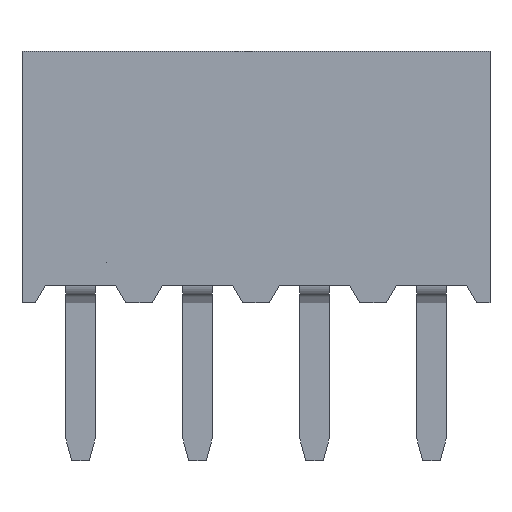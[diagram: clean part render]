
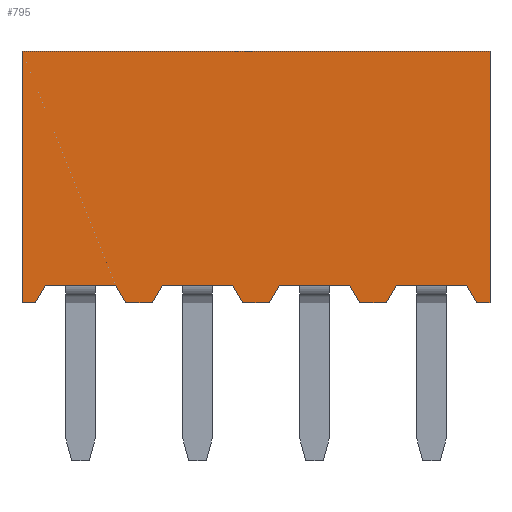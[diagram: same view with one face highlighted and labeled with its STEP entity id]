
A CAD part, front view. The second image highlights one B-rep face of the part: STEP entity #795.
In plain terms, the highlighted planar face has unit normal (0, -1, 0).
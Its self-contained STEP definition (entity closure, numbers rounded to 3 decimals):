
#795=ADVANCED_FACE('',(#3717),#3719,.T.);
#3717=FACE_BOUND('',#3718,.T.);
#3718=EDGE_LOOP('',(#5917,#5918,#5919,#5920,#5921,#5922,#5923,#5924,#5925,#5926,
#5927,#5928,#5929,#5930,#5931,#5932,#5933,#5934,#5935,#5936));
#3719=PLANE('',#3720);
#3720=AXIS2_PLACEMENT_3D('',#3721,#3722,#3723);
#3721=CARTESIAN_POINT('',(-1.,-1.2,0.));
#3722=DIRECTION('',(0.,-1.,0.));
#3723=DIRECTION('',(1.,0.,0.));
#5917=ORIENTED_EDGE('',*,*,#7375,.F.);
#5918=ORIENTED_EDGE('',*,*,#7440,.T.);
#5919=ORIENTED_EDGE('',*,*,#7444,.T.);
#5920=ORIENTED_EDGE('',*,*,#7510,.F.);
#5921=ORIENTED_EDGE('',*,*,#7449,.F.);
#5922=ORIENTED_EDGE('',*,*,#7454,.T.);
#5923=ORIENTED_EDGE('',*,*,#7456,.F.);
#5924=ORIENTED_EDGE('',*,*,#7355,.T.);
#5925=ORIENTED_EDGE('',*,*,#7458,.F.);
#5926=ORIENTED_EDGE('',*,*,#7436,.T.);
#5927=ORIENTED_EDGE('',*,*,#7407,.F.);
#5928=ORIENTED_EDGE('',*,*,#7333,.T.);
#5929=ORIENTED_EDGE('',*,*,#7415,.F.);
#5930=ORIENTED_EDGE('',*,*,#7462,.T.);
#5931=ORIENTED_EDGE('',*,*,#7391,.F.);
#5932=ORIENTED_EDGE('',*,*,#7357,.T.);
#5933=ORIENTED_EDGE('',*,*,#7395,.F.);
#5934=ORIENTED_EDGE('',*,*,#7464,.T.);
#5935=ORIENTED_EDGE('',*,*,#7379,.F.);
#5936=ORIENTED_EDGE('',*,*,#7339,.T.);
#7333=EDGE_CURVE('',#8217,#8218,#8219,.T.);
#7339=EDGE_CURVE('',#8230,#8228,#8231,.T.);
#7355=EDGE_CURVE('',#8262,#8260,#8263,.T.);
#7357=EDGE_CURVE('',#8265,#8266,#8267,.T.);
#7375=EDGE_CURVE('',#8300,#8302,#8303,.F.);
#7379=EDGE_CURVE('',#8308,#8310,#8311,.F.);
#7391=EDGE_CURVE('',#8332,#8334,#8335,.F.);
#7395=EDGE_CURVE('',#8340,#8342,#8343,.F.);
#7407=EDGE_CURVE('',#8364,#8366,#8367,.F.);
#7415=EDGE_CURVE('',#8380,#8382,#8383,.F.);
#7436=EDGE_CURVE('',#8421,#8366,#8422,.T.);
#7440=EDGE_CURVE('',#8300,#8426,#8428,.T.);
#7444=EDGE_CURVE('',#8426,#8432,#8434,.T.);
#7449=EDGE_CURVE('',#8439,#8441,#8442,.T.);
#7454=EDGE_CURVE('',#8439,#8448,#8450,.T.);
#7456=EDGE_CURVE('',#8392,#8448,#8452,.F.);
#7458=EDGE_CURVE('',#8421,#8394,#8454,.F.);
#7462=EDGE_CURVE('',#8380,#8334,#8458,.T.);
#7464=EDGE_CURVE('',#8340,#8310,#8460,.T.);
#7510=EDGE_CURVE('',#8441,#8432,#8522,.T.);
#8217=VERTEX_POINT('',#9685);
#8218=VERTEX_POINT('',#9686);
#8219=LINE('',#9687,#9688);
#8228=VERTEX_POINT('',#9706);
#8230=VERTEX_POINT('',#9710);
#8231=LINE('',#9711,#9712);
#8260=VERTEX_POINT('',#9770);
#8262=VERTEX_POINT('',#9774);
#8263=LINE('',#9775,#9776);
#8265=VERTEX_POINT('',#9781);
#8266=VERTEX_POINT('',#9782);
#8267=LINE('',#9783,#9784);
#8300=VERTEX_POINT('',#9850);
#8302=VERTEX_POINT('',#9854);
#8303=LINE('',#9855,#9856);
#8308=VERTEX_POINT('',#9866);
#8310=VERTEX_POINT('',#9870);
#8311=LINE('',#9871,#9872);
#8332=VERTEX_POINT('',#9914);
#8334=VERTEX_POINT('',#9918);
#8335=LINE('',#9919,#9920);
#8340=VERTEX_POINT('',#9930);
#8342=VERTEX_POINT('',#9934);
#8343=LINE('',#9935,#9936);
#8364=VERTEX_POINT('',#9978);
#8366=VERTEX_POINT('',#9982);
#8367=LINE('',#9983,#9984);
#8380=VERTEX_POINT('',#10010);
#8382=VERTEX_POINT('',#10014);
#8383=LINE('',#10015,#10016);
#8392=VERTEX_POINT('',#10032);
#8394=VERTEX_POINT('',#10036);
#8421=VERTEX_POINT('',#10095);
#8422=LINE('',#10096,#10097);
#8426=VERTEX_POINT('',#10106);
#8428=LINE('',#10110,#10111);
#8432=VERTEX_POINT('',#10120);
#8434=LINE('',#10124,#10125);
#8439=VERTEX_POINT('',#10137);
#8441=VERTEX_POINT('',#10141);
#8442=LINE('',#10142,#10143);
#8448=VERTEX_POINT('',#10156);
#8450=LINE('',#10160,#10161);
#8452=LINE('',#10166,#10167);
#8454=LINE('',#10172,#10173);
#8458=LINE('',#10184,#10185);
#8460=LINE('',#10190,#10191);
#8522=LINE('',#10344,#10345);
#9685=CARTESIAN_POINT('',(1.4,-1.2,0.3));
#9686=CARTESIAN_POINT('',(2.6,-1.2,0.3));
#9687=CARTESIAN_POINT('',(1.4,-1.2,0.3));
#9688=VECTOR('',#9689,1.);
#9689=DIRECTION('',(1.,0.,0.));
#9706=CARTESIAN_POINT('',(6.6,-1.2,0.3));
#9710=CARTESIAN_POINT('',(5.4,-1.2,0.3));
#9711=CARTESIAN_POINT('',(5.4,-1.2,0.3));
#9712=VECTOR('',#9713,1.);
#9713=DIRECTION('',(1.,0.,0.));
#9770=CARTESIAN_POINT('',(0.6,-1.2,0.3));
#9774=CARTESIAN_POINT('',(-0.6,-1.2,0.3));
#9775=CARTESIAN_POINT('',(-0.6,-1.2,0.3));
#9776=VECTOR('',#9777,1.);
#9777=DIRECTION('',(1.,0.,0.));
#9781=CARTESIAN_POINT('',(3.4,-1.2,0.3));
#9782=CARTESIAN_POINT('',(4.6,-1.2,0.3));
#9783=CARTESIAN_POINT('',(3.4,-1.2,0.3));
#9784=VECTOR('',#9785,1.);
#9785=DIRECTION('',(1.,0.,0.));
#9850=CARTESIAN_POINT('',(6.773,-1.2,0.));
#9854=CARTESIAN_POINT('',(6.6,-1.2,0.3));
#9855=CARTESIAN_POINT('',(6.6,-1.2,0.3));
#9856=VECTOR('',#9857,1.);
#9857=DIRECTION('',(0.5,0.,-0.866));
#9866=CARTESIAN_POINT('',(5.4,-1.2,0.3));
#9870=CARTESIAN_POINT('',(5.227,-1.2,0.));
#9871=CARTESIAN_POINT('',(5.227,-1.2,0.));
#9872=VECTOR('',#9873,1.);
#9873=DIRECTION('',(0.5,0.,0.866));
#9914=CARTESIAN_POINT('',(3.4,-1.2,0.3));
#9918=CARTESIAN_POINT('',(3.227,-1.2,0.));
#9919=CARTESIAN_POINT('',(3.227,-1.2,0.));
#9920=VECTOR('',#9921,1.);
#9921=DIRECTION('',(0.5,0.,0.866));
#9930=CARTESIAN_POINT('',(4.773,-1.2,0.));
#9934=CARTESIAN_POINT('',(4.6,-1.2,0.3));
#9935=CARTESIAN_POINT('',(4.6,-1.2,0.3));
#9936=VECTOR('',#9937,1.);
#9937=DIRECTION('',(0.5,0.,-0.866));
#9978=CARTESIAN_POINT('',(1.4,-1.2,0.3));
#9982=CARTESIAN_POINT('',(1.227,-1.2,0.));
#9983=CARTESIAN_POINT('',(1.227,-1.2,0.));
#9984=VECTOR('',#9985,1.);
#9985=DIRECTION('',(0.5,0.,0.866));
#10010=CARTESIAN_POINT('',(2.773,-1.2,0.));
#10014=CARTESIAN_POINT('',(2.6,-1.2,0.3));
#10015=CARTESIAN_POINT('',(2.6,-1.2,0.3));
#10016=VECTOR('',#10017,1.);
#10017=DIRECTION('',(0.5,0.,-0.866));
#10032=CARTESIAN_POINT('',(-0.6,-1.2,0.3));
#10036=CARTESIAN_POINT('',(0.6,-1.2,0.3));
#10095=CARTESIAN_POINT('',(0.773,-1.2,0.));
#10096=CARTESIAN_POINT('',(0.773,-1.2,0.));
#10097=VECTOR('',#10098,1.);
#10098=DIRECTION('',(1.,0.,0.));
#10106=CARTESIAN_POINT('',(7.,-1.2,0.));
#10110=CARTESIAN_POINT('',(6.773,-1.2,0.));
#10111=VECTOR('',#10112,1.);
#10112=DIRECTION('',(1.,0.,0.));
#10120=CARTESIAN_POINT('',(7.,-1.2,4.3));
#10124=CARTESIAN_POINT('',(7.,-1.2,0.));
#10125=VECTOR('',#10126,1.);
#10126=DIRECTION('',(0.,0.,1.));
#10137=CARTESIAN_POINT('',(-1.,-1.2,0.));
#10141=CARTESIAN_POINT('',(-1.,-1.2,4.3));
#10142=CARTESIAN_POINT('',(-1.,-1.2,0.));
#10143=VECTOR('',#10144,1.);
#10144=DIRECTION('',(0.,0.,1.));
#10156=CARTESIAN_POINT('',(-0.773,-1.2,0.));
#10160=CARTESIAN_POINT('',(-1.,-1.2,0.));
#10161=VECTOR('',#10162,1.);
#10162=DIRECTION('',(1.,0.,0.));
#10166=CARTESIAN_POINT('',(-0.773,-1.2,0.));
#10167=VECTOR('',#10168,1.);
#10168=DIRECTION('',(0.5,0.,0.866));
#10172=CARTESIAN_POINT('',(0.6,-1.2,0.3));
#10173=VECTOR('',#10174,1.);
#10174=DIRECTION('',(0.5,0.,-0.866));
#10184=CARTESIAN_POINT('',(2.773,-1.2,0.));
#10185=VECTOR('',#10186,1.);
#10186=DIRECTION('',(1.,0.,0.));
#10190=CARTESIAN_POINT('',(4.773,-1.2,0.));
#10191=VECTOR('',#10192,1.);
#10192=DIRECTION('',(1.,0.,0.));
#10344=CARTESIAN_POINT('',(-1.,-1.2,4.3));
#10345=VECTOR('',#10346,1.);
#10346=DIRECTION('',(1.,0.,0.));
